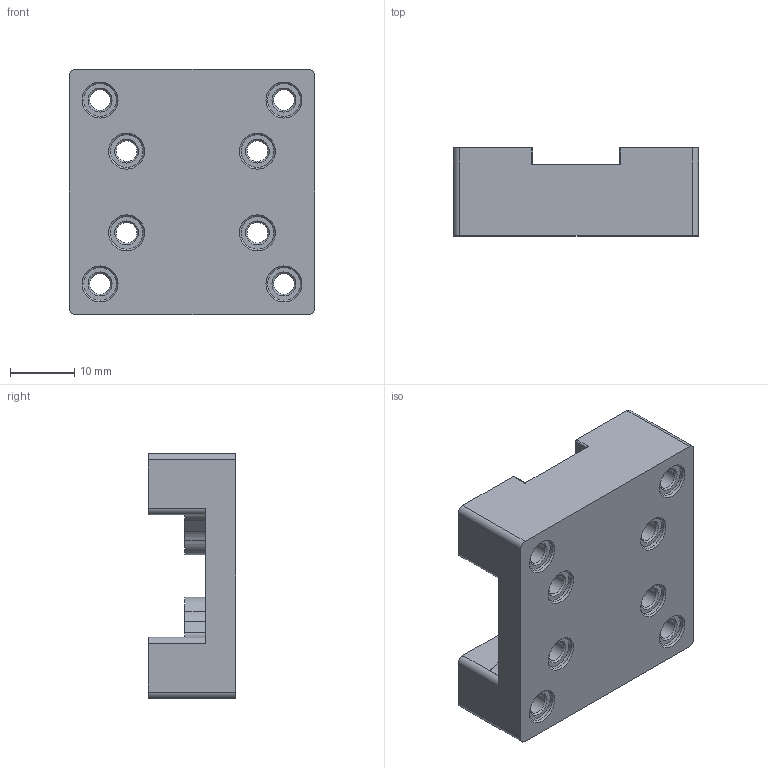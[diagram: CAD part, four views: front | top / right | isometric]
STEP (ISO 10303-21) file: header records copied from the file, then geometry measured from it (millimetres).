
FILE_DESCRIPTION (( 'STEP AP214' ), '1' );
FILE_NAME ('SENSOR ASSEMBLY TRAY_V2.STEP', '2025-10-08T16:10:18', ( '' ), ( '' ), 'SwSTEP 2.0', 'SolidWorks 2021', '' );
FILE_SCHEMA (( 'AUTOMOTIVE_DESIGN' ));
Length unit declared in the file: inch
Products named in the file (1): SENSOR ASSEMBLY TRAY_V2
Bounding box: 38.1 x 13.65 x 38.1 mm (x, y, z)
Volume: 12486 mm3; surface area: 6043.1 mm2
Topology: 1 solids, 1 shells, 114 faces, 302 edges, 198 vertices
Faces by surface type: cylinder 52, plane 38, cone 24
Full cylindrical faces by diameter (mm): 3.2 x8, 5.08 x8
Entity records: 3372 total; most frequent: DIRECTION 606, CARTESIAN_POINT 547, ORIENTED_EDGE 496, EDGE_CURVE 248, AXIS2_PLACEMENT_3D 243, VERTEX_POINT 184, EDGE_LOOP 178, FACE_OUTER_BOUND 130
